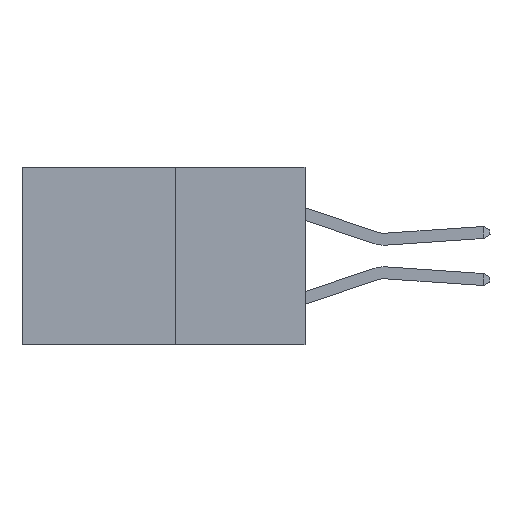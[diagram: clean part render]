
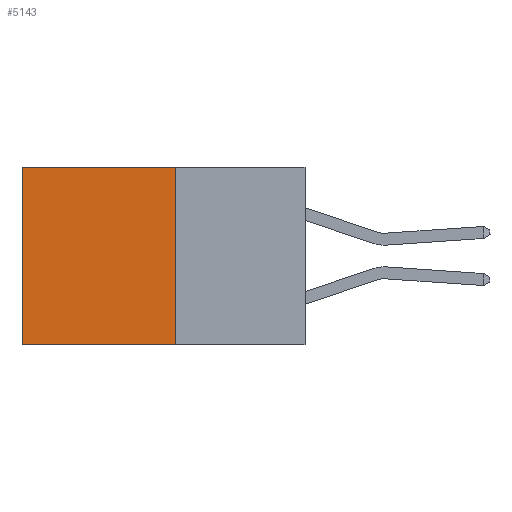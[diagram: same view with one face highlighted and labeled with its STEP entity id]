
A CAD part, left-side view. The second image highlights one B-rep face of the part: STEP entity #5143.
In plain terms, the highlighted planar face has unit normal (-1, 0, 0).
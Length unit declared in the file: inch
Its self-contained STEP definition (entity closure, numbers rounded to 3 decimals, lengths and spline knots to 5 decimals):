
#1187 = CARTESIAN_POINT ( 'NONE',  ( 0.277, 0.27, -0.37 ) ) ;
#1892 = CARTESIAN_POINT ( 'NONE',  ( 0.277, 0.59, -0.37 ) ) ;
#1952 = DIRECTION ( 'NONE',  ( 0., 0., -1. ) ) ;
#2704 = AXIS2_PLACEMENT_3D ( 'NONE', #9652, #8353, #8339 ) ;
#2712 = LINE ( 'NONE', #1892, #4729 ) ;
#3023 = VECTOR ( 'NONE', #4176, 39.37008 ) ;
#3031 = ORIENTED_EDGE ( 'NONE', *, *, #6699, .F. ) ;
#3737 = CARTESIAN_POINT ( 'NONE',  ( 0.277, 0.59, -0.37 ) ) ;
#3873 = EDGE_CURVE ( 'NONE', #4015, #6515, #5008, .T. ) ;
#4015 = VERTEX_POINT ( 'NONE', #4515 ) ;
#4059 = DIRECTION ( 'NONE',  ( 0., 0., -1. ) ) ;
#4156 = VERTEX_POINT ( 'NONE', #3737 ) ;
#4176 = DIRECTION ( 'NONE',  ( 0., 1., 0. ) ) ;
#4297 = CARTESIAN_POINT ( 'NONE',  ( 0.277, 0.27, -0.37 ) ) ;
#4440 = EDGE_CURVE ( 'NONE', #6515, #4156, #2712, .T. ) ;
#4515 = CARTESIAN_POINT ( 'NONE',  ( 0.277, 0.27, 0. ) ) ;
#4729 = VECTOR ( 'NONE', #1952, 39.37008 ) ;
#4758 = EDGE_CURVE ( 'NONE', #4015, #10105, #9947, .T. ) ;
#5008 = LINE ( 'NONE', #5857, #7524 ) ;
#5143 = ADVANCED_FACE ( 'NONE', ( #9146 ), #9336, .F. ) ;
#5701 = DIRECTION ( 'NONE',  ( 0., 1., 0. ) ) ;
#5857 = CARTESIAN_POINT ( 'NONE',  ( 0.277, 0.27, 0. ) ) ;
#5931 = CARTESIAN_POINT ( 'NONE',  ( 0.277, 0.59, 0. ) ) ;
#5961 = VECTOR ( 'NONE', #4059, 39.37008 ) ;
#6515 = VERTEX_POINT ( 'NONE', #5931 ) ;
#6699 = EDGE_CURVE ( 'NONE', #10105, #4156, #6901, .T. ) ;
#6901 = LINE ( 'NONE', #4297, #3023 ) ;
#6916 = EDGE_LOOP ( 'NONE', ( #8251, #3031, #7146, #9017 ) ) ;
#7146 = ORIENTED_EDGE ( 'NONE', *, *, #4758, .F. ) ;
#7524 = VECTOR ( 'NONE', #5701, 39.37008 ) ;
#8251 = ORIENTED_EDGE ( 'NONE', *, *, #4440, .T. ) ;
#8339 = DIRECTION ( 'NONE',  ( 0., 0., -1. ) ) ;
#8353 = DIRECTION ( 'NONE',  ( 1., 0., 0. ) ) ;
#8373 = CARTESIAN_POINT ( 'NONE',  ( 0.277, 0.27, -0.37 ) ) ;
#9017 = ORIENTED_EDGE ( 'NONE', *, *, #3873, .T. ) ;
#9146 = FACE_OUTER_BOUND ( 'NONE', #6916, .T. ) ;
#9336 = PLANE ( 'NONE',  #2704 ) ;
#9652 = CARTESIAN_POINT ( 'NONE',  ( 0.277, 0.27, -0.37 ) ) ;
#9947 = LINE ( 'NONE', #1187, #5961 ) ;
#10105 = VERTEX_POINT ( 'NONE', #8373 ) ;
